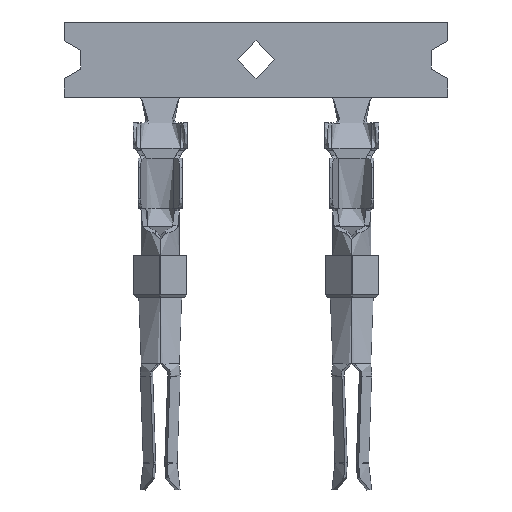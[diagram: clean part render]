
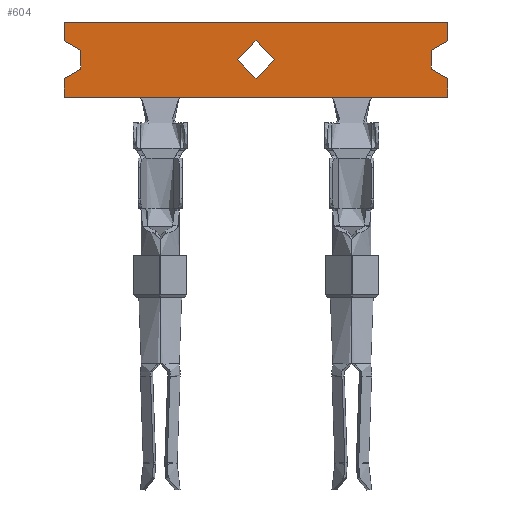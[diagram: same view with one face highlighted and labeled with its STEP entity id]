
A CAD part, top view. The second image highlights one B-rep face of the part: STEP entity #604.
In plain terms, the highlighted planar face has unit normal (0, 0, 1).
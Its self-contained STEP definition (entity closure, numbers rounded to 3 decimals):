
#604 = ADVANCED_FACE( '', ( #1289, #1290 ), #1291, .F. );
#1289 = FACE_OUTER_BOUND( '', #3334, .T. );
#1290 = FACE_BOUND( '', #3335, .T. );
#1291 = PLANE( '', #3336 );
#3334 = EDGE_LOOP( '', ( #5428, #5429, #5430, #5431, #5432, #5433, #5434, #5435, #5436, #5437, #5438, #5439 ) );
#3335 = EDGE_LOOP( '', ( #5440 ) );
#3336 = AXIS2_PLACEMENT_3D( '', #5441, #5442, #5443 );
#5428 = ORIENTED_EDGE( '', *, *, #6955, .T. );
#5429 = ORIENTED_EDGE( '', *, *, #6892, .T. );
#5430 = ORIENTED_EDGE( '', *, *, #6978, .F. );
#5431 = ORIENTED_EDGE( '', *, *, #6573, .T. );
#5432 = ORIENTED_EDGE( '', *, *, #6979, .F. );
#5433 = ORIENTED_EDGE( '', *, *, #6373, .T. );
#5434 = ORIENTED_EDGE( '', *, *, #6980, .T. );
#5435 = ORIENTED_EDGE( '', *, *, #6981, .T. );
#5436 = ORIENTED_EDGE( '', *, *, #6864, .T. );
#5437 = ORIENTED_EDGE( '', *, *, #6525, .T. );
#5438 = ORIENTED_EDGE( '', *, *, #6982, .T. );
#5439 = ORIENTED_EDGE( '', *, *, #6435, .T. );
#5440 = ORIENTED_EDGE( '', *, *, #6816, .T. );
#5441 = CARTESIAN_POINT( '', ( 3.81, 7.799, -0.55 ) );
#5442 = DIRECTION( '', ( 0., 0., -1. ) );
#5443 = DIRECTION( '', ( -1., 0., 0. ) );
#6373 = EDGE_CURVE( '', #7363, #7364, #7365, .T. );
#6435 = EDGE_CURVE( '', #7475, #7473, #7476, .T. );
#6525 = EDGE_CURVE( '', #7615, #7613, #7616, .T. );
#6573 = EDGE_CURVE( '', #7335, #7696, #7697, .T. );
#6816 = EDGE_CURVE( '', #8067, #8067, #8068, .T. );
#6864 = EDGE_CURVE( '', #8130, #7615, #8131, .T. );
#6892 = EDGE_CURVE( '', #8170, #8168, #8171, .T. );
#6955 = EDGE_CURVE( '', #7473, #8170, #8251, .T. );
#6978 = EDGE_CURVE( '', #7335, #8168, #8277, .F. );
#6979 = EDGE_CURVE( '', #7363, #7696, #8278, .F. );
#6980 = EDGE_CURVE( '', #7364, #8279, #8280, .T. );
#6981 = EDGE_CURVE( '', #8279, #8130, #8281, .T. );
#6982 = EDGE_CURVE( '', #7613, #7475, #8282, .T. );
#7335 = VERTEX_POINT( '', #8994 );
#7363 = VERTEX_POINT( '', #9134 );
#7364 = VERTEX_POINT( '', #9135 );
#7365 = LINE( '', #9136, #9137 );
#7473 = VERTEX_POINT( '', #9445 );
#7475 = VERTEX_POINT( '', #9448 );
#7476 = CIRCLE( '', #9449, 0.75 );
#7613 = VERTEX_POINT( '', #9803 );
#7615 = VERTEX_POINT( '', #9806 );
#7616 = LINE( '', #9807, #9808 );
#7696 = VERTEX_POINT( '', #10061 );
#7697 = LINE( '', #10062, #10063 );
#8067 = VERTEX_POINT( '', #11167 );
#8068 = CIRCLE( '', #11168, 0.75 );
#8130 = VERTEX_POINT( '', #11383 );
#8131 = LINE( '', #11384, #11385 );
#8168 = VERTEX_POINT( '', #11478 );
#8170 = VERTEX_POINT( '', #11483 );
#8171 = LINE( '', #11484, #11485 );
#8251 = LINE( '', #11719, #11720 );
#8277 = LINE( '', #11817, #11818 );
#8278 = LINE( '', #11819, #11820 );
#8279 = VERTEX_POINT( '', #11821 );
#8280 = LINE( '', #11822, #11823 );
#8281 = CIRCLE( '', #11824, 0.75 );
#8282 = LINE( '', #11825, #11826 );
#8994 = CARTESIAN_POINT( '', ( -6.795, 6.299, -0.55 ) );
#9134 = CARTESIAN_POINT( '', ( 0.825, 6.299, -0.55 ) );
#9135 = CARTESIAN_POINT( '', ( 3.81, 6.299, -0.55 ) );
#9136 = CARTESIAN_POINT( '', ( -3.81, 6.299, -0.55 ) );
#9137 = VECTOR( '', #12488, 1000. );
#9445 = CARTESIAN_POINT( '', ( -11.43, 7.049, -0.55 ) );
#9448 = CARTESIAN_POINT( '', ( -11.43, 8.549, -0.55 ) );
#9449 = AXIS2_PLACEMENT_3D( '', #12546, #12547, #12548 );
#9803 = CARTESIAN_POINT( '', ( -11.43, 9.299, -0.55 ) );
#9806 = CARTESIAN_POINT( '', ( 3.81, 9.299, -0.55 ) );
#9807 = CARTESIAN_POINT( '', ( 3.81, 9.299, -0.55 ) );
#9808 = VECTOR( '', #12622, 1000. );
#10061 = CARTESIAN_POINT( '', ( -0.825, 6.299, -0.55 ) );
#10062 = CARTESIAN_POINT( '', ( -3.81, 6.299, -0.55 ) );
#10063 = VECTOR( '', #12650, 1000. );
#11167 = CARTESIAN_POINT( '', ( -4.56, 7.799, -0.55 ) );
#11168 = AXIS2_PLACEMENT_3D( '', #12852, #12853, #12854 );
#11383 = CARTESIAN_POINT( '', ( 3.81, 8.549, -0.55 ) );
#11384 = CARTESIAN_POINT( '', ( 3.81, 8.549, -0.55 ) );
#11385 = VECTOR( '', #12896, 1000. );
#11478 = CARTESIAN_POINT( '', ( -8.445, 6.299, -0.55 ) );
#11483 = CARTESIAN_POINT( '', ( -11.43, 6.299, -0.55 ) );
#11484 = CARTESIAN_POINT( '', ( -3.81, 6.299, -0.55 ) );
#11485 = VECTOR( '', #12915, 1000. );
#11719 = CARTESIAN_POINT( '', ( -11.43, 7.049, -0.55 ) );
#11720 = VECTOR( '', #12960, 1000. );
#11817 = CARTESIAN_POINT( '', ( -8.37, 6.299, -0.55 ) );
#11818 = VECTOR( '', #12972, 1000. );
#11819 = CARTESIAN_POINT( '', ( -0.75, 6.299, -0.55 ) );
#11820 = VECTOR( '', #12973, 1000. );
#11821 = CARTESIAN_POINT( '', ( 3.81, 7.049, -0.55 ) );
#11822 = CARTESIAN_POINT( '', ( 3.81, 6.299, -0.55 ) );
#11823 = VECTOR( '', #12974, 1000. );
#11824 = AXIS2_PLACEMENT_3D( '', #12975, #12976, #12977 );
#11825 = CARTESIAN_POINT( '', ( -11.43, 9.299, -0.55 ) );
#11826 = VECTOR( '', #12978, 1000. );
#12488 = DIRECTION( '', ( 1., 0., 0. ) );
#12546 = CARTESIAN_POINT( '', ( -11.43, 7.799, -0.55 ) );
#12547 = DIRECTION( '', ( 0., 0., -1. ) );
#12548 = DIRECTION( '', ( -1., 0., 0. ) );
#12622 = DIRECTION( '', ( -1., 0., 0. ) );
#12650 = DIRECTION( '', ( 1., 0., 0. ) );
#12852 = CARTESIAN_POINT( '', ( -3.81, 7.799, -0.55 ) );
#12853 = DIRECTION( '', ( 0., 0., -1. ) );
#12854 = DIRECTION( '', ( -1., 0., 0. ) );
#12896 = DIRECTION( '', ( 0., 1., 0. ) );
#12915 = DIRECTION( '', ( 1., 0., 0. ) );
#12960 = DIRECTION( '', ( 0., -1., 0. ) );
#12972 = DIRECTION( '', ( 1., 0., 0. ) );
#12973 = DIRECTION( '', ( 1., 0., 0. ) );
#12974 = DIRECTION( '', ( 0., 1., 0. ) );
#12975 = CARTESIAN_POINT( '', ( 3.81, 7.799, -0.55 ) );
#12976 = DIRECTION( '', ( 0., 0., -1. ) );
#12977 = DIRECTION( '', ( 1., 0., 0. ) );
#12978 = DIRECTION( '', ( 0., -1., 0. ) );
